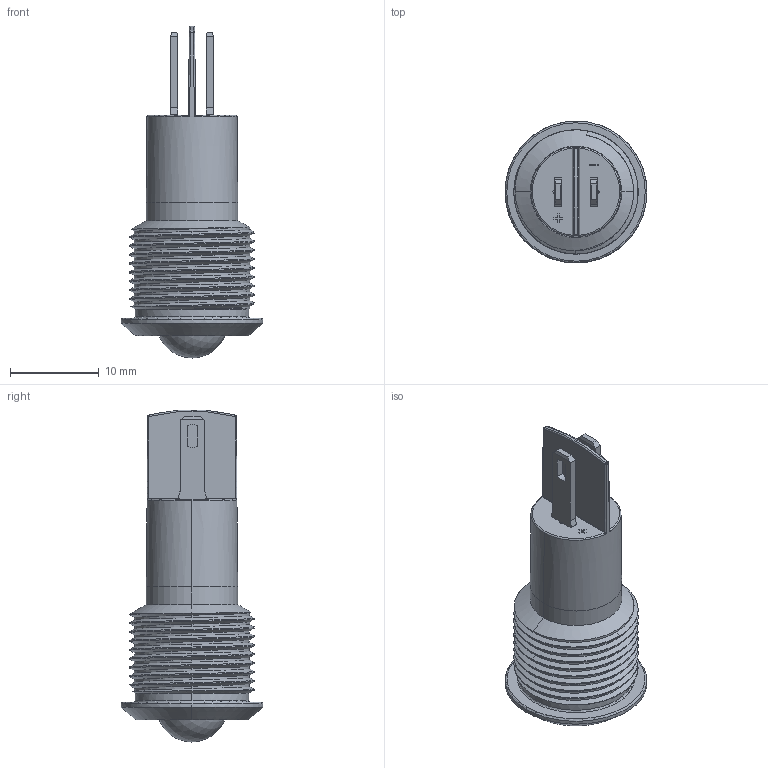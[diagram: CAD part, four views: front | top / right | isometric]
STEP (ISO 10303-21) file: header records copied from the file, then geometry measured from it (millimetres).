
FILE_DESCRIPTION(/* description */ (''),/* implementation_level */ '2;1');
FILE_NAME(/* name */ 'PVL14DLxxx.stp',/* time_stamp */ '2025-10-21T14:46:34-05:00',/* author */ ('mwilliams'),/* organization */ (''),/* preprocessor_version */ 'ST-DEVELOPER v18.1',/* originating_system */ 'Autodesk Inventor 2022',/* authorisation */ '');
FILE_SCHEMA (('AUTOMOTIVE_DESIGN { 1 0 10303 214 3 1 1 }'));
Length unit declared in the file: inch
Products named in the file (1): 100131240_Simplify_1
Bounding box: 16 x 16 x 37.42 mm (x, y, z)
Volume: 981.7 mm3; surface area: 3236.4 mm2
Topology: 2 solids, 2 shells, 255 faces, 741 edges, 474 vertices
Faces by surface type: bspline 131, plane 96, cylinder 22, torus 4, sphere 2
Entity records: 24974 total; most frequent: CARTESIAN_POINT 19128, ORIENTED_EDGE 1472, DIRECTION 772, EDGE_CURVE 736, VERTEX_POINT 474, LINE 372, VECTOR 372, B_SPLINE_CURVE_WITH_KNOTS 289
